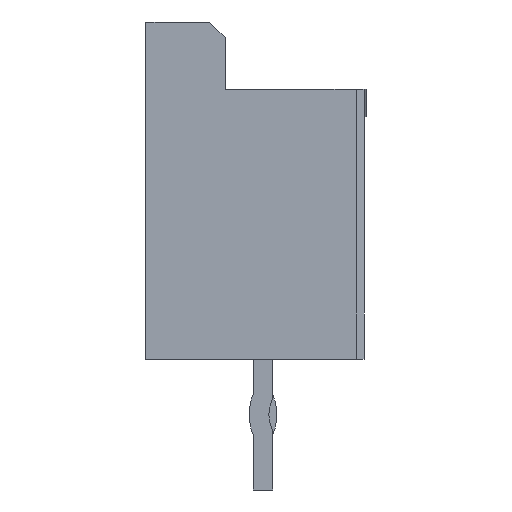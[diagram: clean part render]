
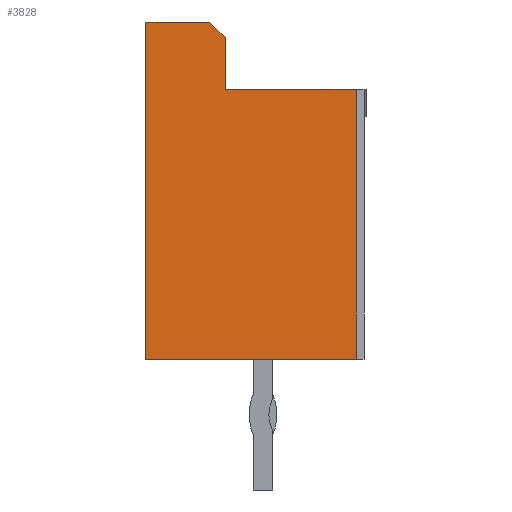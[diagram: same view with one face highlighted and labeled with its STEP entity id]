
A CAD part, left-side view. The second image highlights one B-rep face of the part: STEP entity #3828.
In plain terms, the highlighted planar face has unit normal (-1, 0, 0).
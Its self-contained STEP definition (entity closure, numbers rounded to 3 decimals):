
#234=FACE_OUTER_BOUND('',#448,.T.);
#448=EDGE_LOOP('',(#3373,#3374,#3375,#3376,#3377,#3378,#3379));
#470=LINE('',#5045,#988);
#536=LINE('',#5177,#1054);
#581=LINE('',#5264,#1099);
#912=LINE('',#5966,#1430);
#920=LINE('',#5981,#1438);
#926=LINE('',#5992,#1444);
#965=LINE('',#6071,#1483);
#988=VECTOR('',#4086,8.5);
#1054=VECTOR('',#4164,3.3);
#1099=VECTOR('',#4229,5.3);
#1430=VECTOR('',#4864,1.3);
#1438=VECTOR('',#4878,0.566);
#1444=VECTOR('',#4888,1.6);
#1483=VECTOR('',#4979,6.8);
#1506=VERTEX_POINT('',#5042);
#1507=VERTEX_POINT('',#5044);
#1566=VERTEX_POINT('',#5174);
#1567=VERTEX_POINT('',#5176);
#1599=VERTEX_POINT('',#5262);
#1818=VERTEX_POINT('',#5964);
#1822=VERTEX_POINT('',#5979);
#1852=EDGE_CURVE('',#1507,#1506,#470,.T.);
#1918=EDGE_CURVE('',#1567,#1566,#536,.T.);
#1963=EDGE_CURVE('',#1506,#1599,#581,.T.);
#2310=EDGE_CURVE('',#1566,#1818,#912,.T.);
#2318=EDGE_CURVE('',#1818,#1822,#920,.T.);
#2324=EDGE_CURVE('',#1507,#1822,#926,.T.);
#2363=EDGE_CURVE('',#1567,#1599,#965,.T.);
#3373=ORIENTED_EDGE('',*,*,#1918,.T.);
#3374=ORIENTED_EDGE('',*,*,#2310,.T.);
#3375=ORIENTED_EDGE('',*,*,#2318,.T.);
#3376=ORIENTED_EDGE('',*,*,#2324,.F.);
#3377=ORIENTED_EDGE('',*,*,#1852,.T.);
#3378=ORIENTED_EDGE('',*,*,#1963,.T.);
#3379=ORIENTED_EDGE('',*,*,#2363,.F.);
#3626=PLANE('',#4060);
#3828=ADVANCED_FACE('',(#234),#3626,.T.);
#4060=AXIS2_PLACEMENT_3D('',#6070,#4977,#4978);
#4086=DIRECTION('',(0.,0.,-1.));
#4164=DIRECTION('',(0.,1.,0.));
#4229=DIRECTION('',(0.,-1.,0.));
#4864=DIRECTION('',(0.,0.,1.));
#4878=DIRECTION('',(0.,0.707,0.707));
#4888=DIRECTION('',(0.,-1.,0.));
#4977=DIRECTION('center_axis',(-1.,0.,0.));
#4978=DIRECTION('ref_axis',(0.,0.,-1.));
#4979=DIRECTION('',(0.,0.,-1.));
#5042=CARTESIAN_POINT('',(-10.15,2.95,0.));
#5044=CARTESIAN_POINT('',(-10.15,2.95,8.5));
#5045=CARTESIAN_POINT('',(-10.15,2.95,8.5));
#5174=CARTESIAN_POINT('',(-10.15,0.95,6.8));
#5176=CARTESIAN_POINT('',(-10.15,-2.35,6.8));
#5177=CARTESIAN_POINT('',(-10.15,-2.35,6.8));
#5262=CARTESIAN_POINT('',(-10.15,-2.35,0.));
#5264=CARTESIAN_POINT('',(-10.15,2.95,0.));
#5964=CARTESIAN_POINT('',(-10.15,0.95,8.1));
#5966=CARTESIAN_POINT('',(-10.15,0.95,6.8));
#5979=CARTESIAN_POINT('',(-10.15,1.35,8.5));
#5981=CARTESIAN_POINT('',(-10.15,0.95,8.1));
#5992=CARTESIAN_POINT('',(-10.15,2.95,8.5));
#6070=CARTESIAN_POINT('Origin',(-10.15,2.95,8.5));
#6071=CARTESIAN_POINT('',(-10.15,-2.35,6.8));
